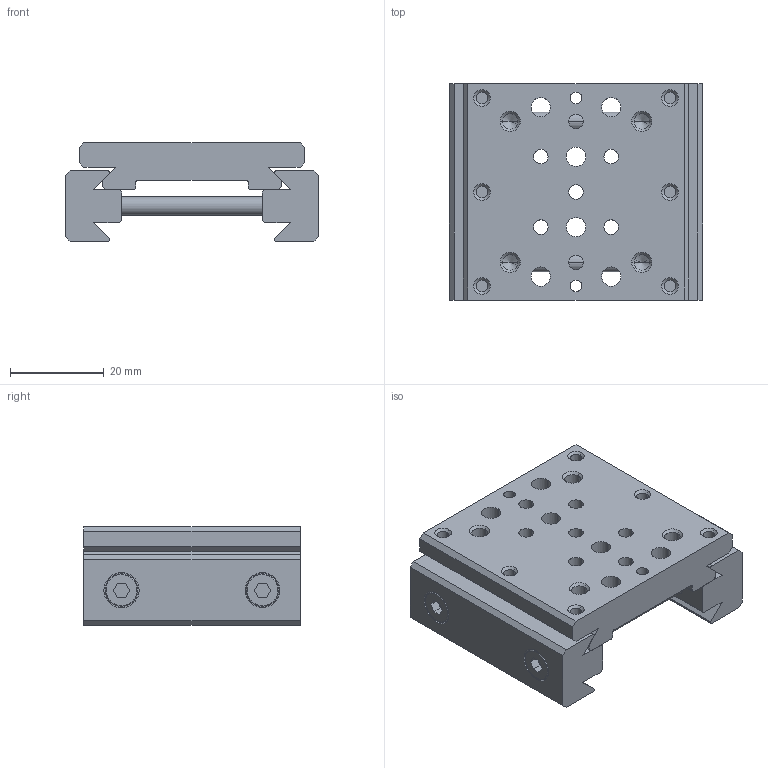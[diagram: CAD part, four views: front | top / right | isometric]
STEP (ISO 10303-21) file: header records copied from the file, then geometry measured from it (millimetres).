
FILE_DESCRIPTION (( 'STEP AP203' ), '1' );
FILE_NAME ('14010601-0046.STEP', '2023-10-04T08:23:53', ( '' ), ( '' ), 'SwSTEP 2.0', 'SolidWorks 2022', '' );
FILE_SCHEMA (( 'CONFIG_CONTROL_DESIGN' ));
Length unit declared in the file: millimetre
Products named in the file (1): 14010601-0046
Bounding box: 53.9 x 46 x 21 mm (x, y, z)
Volume: 29149.8 mm3; surface area: 16428.9 mm2
Topology: 5 solids, 5 shells, 243 faces, 594 edges, 376 vertices
Faces by surface type: cylinder 112, plane 83, cone 40, bspline 8
Entity records: 7529 total; most frequent: CARTESIAN_POINT 1486, DIRECTION 1314, ORIENTED_EDGE 1172, EDGE_CURVE 586, AXIS2_PLACEMENT_3D 500, VERTEX_POINT 376, EDGE_LOOP 316, LINE 314
